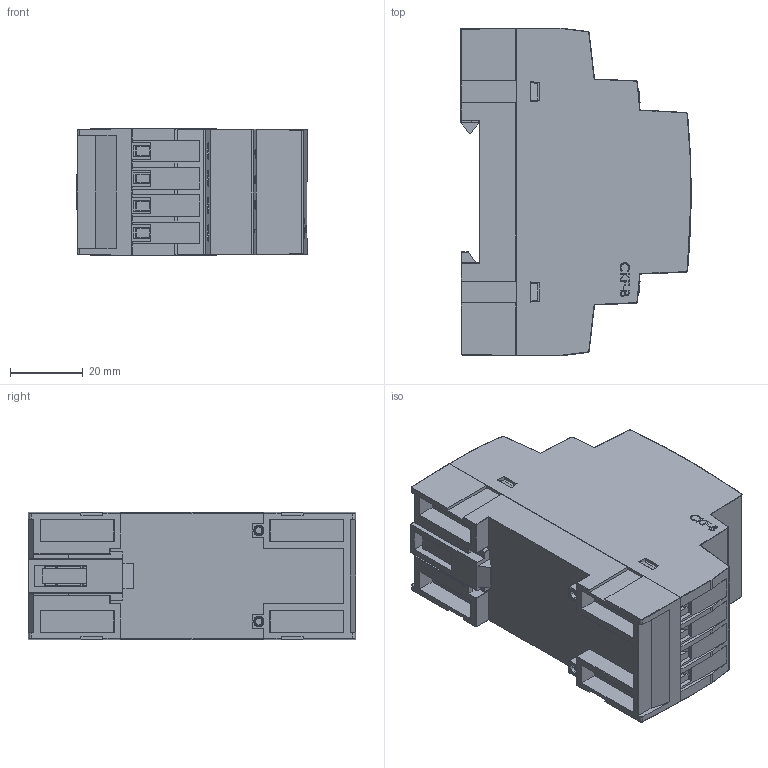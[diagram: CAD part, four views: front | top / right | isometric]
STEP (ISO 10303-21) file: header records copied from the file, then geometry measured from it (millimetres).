
FILE_DESCRIPTION(('STEP AP242'), '1');
FILE_NAME('CKF-B 鼁闉罻', '', ('UNSPECIFIED'), ('UNSPECIFIED'), 'C3D Converter', 'C3D Toolkit', '');
FILE_SCHEMA(('AP242_MANAGED_MODEL_BASED_3D_ENGINEERING_MIM_LF { 1 0 10303 442 1 1 4 }'));
Length unit declared in the file: millimetre
Assembly tree (12 placements, depth 3):
  (unnamed)
    (unnamed)
      (unnamed)
    (unnamed)
    (unnamed)
    (unnamed)
    (unnamed)  x3
      (unnamed)
    (unnamed)
    (unnamed)
Bounding box: 63.25 x 90 x 35 mm (x, y, z)
Volume: 42225.8 mm3; surface area: 47326.6 mm2
Topology: 25 solids, 25 shells, 1320 faces, 3345 edges, 2096 vertices
Faces by surface type: plane 700, cylinder 239, extrusion 176, bspline 133, cone 32, sphere 22, torus 18
Full cylindrical faces by diameter (mm): 2 x6, 3.5 x6, 4.5 x8
Entity records: 85079 total; most frequent: CARTESIAN_POINT 57317, ORIENTED_EDGE 5786, DIRECTION 4467, EDGE_CURVE 2893, VECTOR 2013, LINE 1837, VERTEX_POINT 1826, EDGE_LOOP 1238
